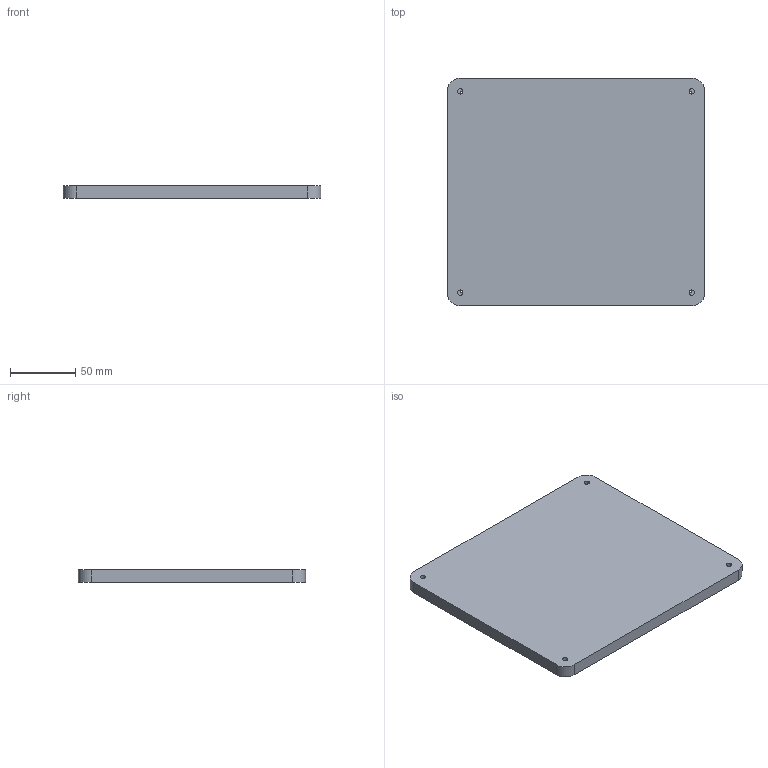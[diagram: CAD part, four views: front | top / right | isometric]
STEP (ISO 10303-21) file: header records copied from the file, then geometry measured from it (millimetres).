
FILE_DESCRIPTION (( 'STEP AP214' ), '1' );
FILE_NAME ('隅弇殤.STEP', '2025-09-16T15:05:34', ( '' ), ( '' ), 'SwSTEP 2.0', 'SolidWorks 2025', '' );
FILE_SCHEMA (( 'AUTOMOTIVE_DESIGN' ));
Length unit declared in the file: millimetre
Products named in the file (1): 定位架
Bounding box: 197.56 x 174.39 x 9.6 mm (x, y, z)
Volume: 189032.3 mm3; surface area: 85692.6 mm2
Topology: 1 solids, 1 shells, 107 faces, 256 edges, 164 vertices
Faces by surface type: plane 39, cylinder 36, cone 16, torus 16
Entity records: 4366 total; most frequent: DIRECTION 612, CARTESIAN_POINT 528, ORIENTED_EDGE 512, EDGE_CURVE 256, AXIS2_PLACEMENT_3D 248, VERTEX_POINT 164, CIRCLE 140, EDGE_LOOP 128
